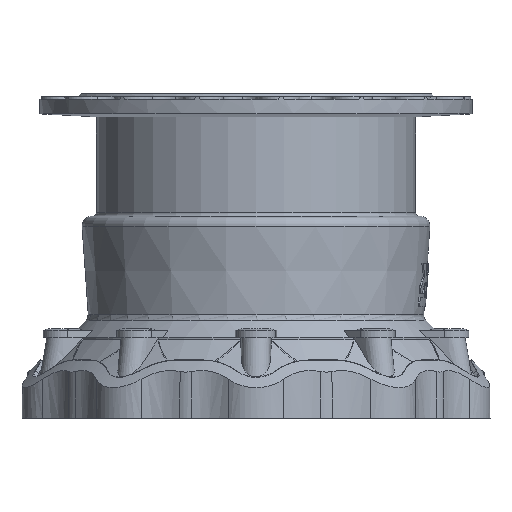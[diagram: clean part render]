
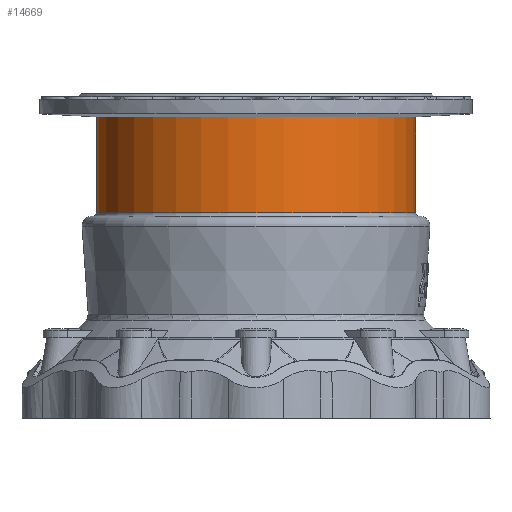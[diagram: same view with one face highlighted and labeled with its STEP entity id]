
A CAD part, front view. The second image highlights one B-rep face of the part: STEP entity #14669.
In plain terms, the highlighted cylindrical face has radius 220.5 mm (diameter 441 mm), a full revolution.
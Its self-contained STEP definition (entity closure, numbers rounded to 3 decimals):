
#277 = DIRECTION ( 'NONE',  ( 1., 0., 0. ) ) ;
#278 = CARTESIAN_POINT ( 'NONE',  ( 0., 0., 261.922 ) ) ;
#279 = DIRECTION ( 'NONE',  ( 0., 0., 1. ) ) ;
#896 = CARTESIAN_POINT ( 'NONE',  ( 0., 0., 152. ) ) ;
#897 = DIRECTION ( 'NONE',  ( 0., 0., 1. ) ) ;
#898 = DIRECTION ( 'NONE',  ( 1., 0., 0. ) ) ;
#899 = CARTESIAN_POINT ( 'NONE',  ( 0., 0., 19.5 ) ) ;
#900 = DIRECTION ( 'NONE',  ( 0., 0., 1. ) ) ;
#901 = DIRECTION ( 'NONE',  ( -1., 0., 0. ) ) ;
#2237 = AXIS2_PLACEMENT_3D ( 'NONE', #278, #279, #277 ) ;
#2311 = AXIS2_PLACEMENT_3D ( 'NONE', #896, #897, #898 ) ;
#2312 = AXIS2_PLACEMENT_3D ( 'NONE', #899, #900, #901 ) ;
#13949 = FACE_OUTER_BOUND ( 'NONE', #21008, .T. ) ;
#13958 = FACE_OUTER_BOUND ( 'NONE', #21021, .T. ) ;
#13965 = CYLINDRICAL_SURFACE ( 'NONE', #2237, 220.5 ) ;
#14041 = CIRCLE ( 'NONE', #2311, 220.5 ) ;
#14043 = CIRCLE ( 'NONE', #2312, 220.5 ) ;
#14669 = ADVANCED_FACE ( 'NONE', ( #13958, #13949 ), #13965, .T. ) ;
#17700 = VERTEX_POINT ( 'NONE', #28081 ) ;
#17701 = VERTEX_POINT ( 'NONE', #28082 ) ;
#21008 = EDGE_LOOP ( 'NONE', ( #23284 ) ) ;
#21021 = EDGE_LOOP ( 'NONE', ( #23283 ) ) ;
#23283 = ORIENTED_EDGE ( 'NONE', *, *, #23626, .T. ) ;
#23284 = ORIENTED_EDGE ( 'NONE', *, *, #23625, .F. ) ;
#23625 = EDGE_CURVE ( 'NONE', #17700, #17700, #14041, .T. ) ;
#23626 = EDGE_CURVE ( 'NONE', #17701, #17701, #14043, .T. ) ;
#28081 = CARTESIAN_POINT ( 'NONE',  ( 220.5, 0., 152. ) ) ;
#28082 = CARTESIAN_POINT ( 'NONE',  ( -220.5, 0., 19.5 ) ) ;
